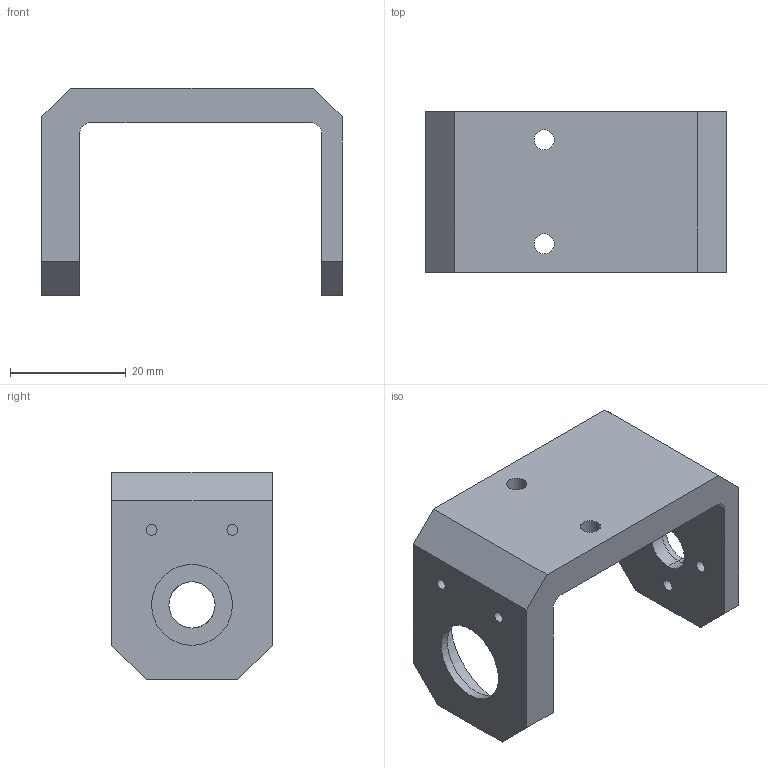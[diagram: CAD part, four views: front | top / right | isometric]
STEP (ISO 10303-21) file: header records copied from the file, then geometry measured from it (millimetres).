
FILE_DESCRIPTION(/* description */ (''),/* implementation_level */ '2;1');
FILE_NAME(/* name */ 'coxa.step',/* time_stamp */ '2021-09-20T19:35:42+02:00',/* author */ (''),/* organization */ (''),/* preprocessor_version */ 'ST-DEVELOPER v18.1',/* originating_system */ 'Autodesk Translation Framework v10.10.0.1391',/* authorisation */ '');
FILE_SCHEMA (('AUTOMOTIVE_DESIGN { 1 0 10303 214 3 1 1 }'));
Length unit declared in the file: millimetre
Products named in the file (1): coxa
Bounding box: 52 x 27.82 x 35.99 mm (x, y, z)
Volume: 13253.2 mm3; surface area: 7722.9 mm2
Topology: 1 solids, 1 shells, 45 faces, 106 edges, 70 vertices
Faces by surface type: plane 23, cylinder 18, bspline 4
Full cylindrical faces by diameter (mm): 1.9 x2, 2.1 x4, 3.5 x2, 4 x4, 6 x2, 14 x1, 22.5 x1
Entity records: 1685 total; most frequent: CARTESIAN_POINT 558, DIRECTION 220, ORIENTED_EDGE 212, EDGE_CURVE 106, AXIS2_PLACEMENT_3D 78, EDGE_LOOP 72, VERTEX_POINT 70, LINE 64
